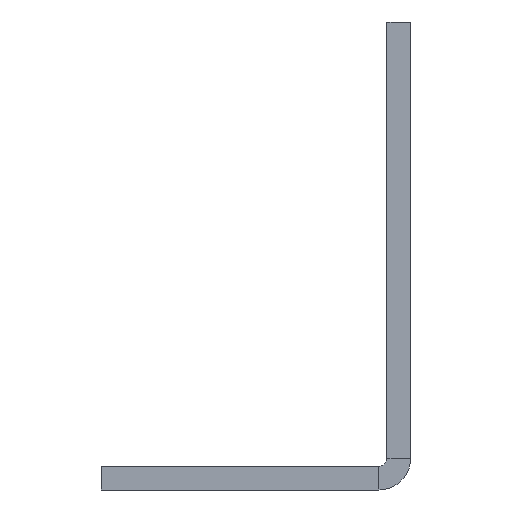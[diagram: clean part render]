
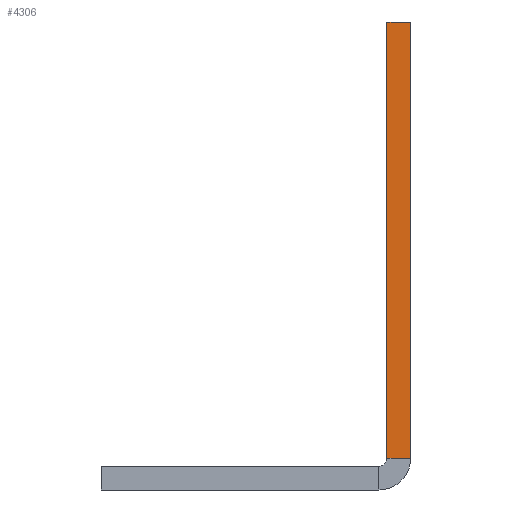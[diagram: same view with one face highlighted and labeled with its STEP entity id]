
A CAD part, front view. The second image highlights one B-rep face of the part: STEP entity #4306.
In plain terms, the highlighted planar face has unit normal (0, -1, 0).
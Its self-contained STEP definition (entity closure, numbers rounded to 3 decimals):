
#266=PLANE('',#4578);
#466=FACE_OUTER_BOUND('',#746,.T.);
#746=EDGE_LOOP('',(#4071,#4072,#4073,#4074));
#909=LINE('',#5888,#1455);
#990=LINE('',#6068,#1536);
#1343=LINE('',#6819,#1889);
#1345=LINE('',#6824,#1891);
#1455=VECTOR('',#4741,10.);
#1536=VECTOR('',#4844,10.);
#1889=VECTOR('',#5619,10.);
#1891=VECTOR('',#5627,10.);
#2012=VERTEX_POINT('',#5885);
#2013=VERTEX_POINT('',#5887);
#2100=VERTEX_POINT('',#6065);
#2101=VERTEX_POINT('',#6067);
#2415=EDGE_CURVE('',#2013,#2012,#909,.T.);
#2505=EDGE_CURVE('',#2101,#2100,#990,.T.);
#2883=EDGE_CURVE('',#2100,#2013,#1343,.T.);
#2885=EDGE_CURVE('',#2101,#2012,#1345,.T.);
#4071=ORIENTED_EDGE('',*,*,#2883,.T.);
#4072=ORIENTED_EDGE('',*,*,#2415,.T.);
#4073=ORIENTED_EDGE('',*,*,#2885,.F.);
#4074=ORIENTED_EDGE('',*,*,#2505,.T.);
#4306=ADVANCED_FACE('',(#466),#266,.T.);
#4578=AXIS2_PLACEMENT_3D('',#6823,#5625,#5626);
#4741=DIRECTION('',(0.,0.,1.));
#4844=DIRECTION('',(0.,0.,-1.));
#5619=DIRECTION('',(1.,0.,0.));
#5625=DIRECTION('center_axis',(0.,-1.,0.));
#5626=DIRECTION('ref_axis',(0.,0.,-1.));
#5627=DIRECTION('',(1.,0.,0.));
#5885=CARTESIAN_POINT('',(1.5,-169.325,14.75));
#5887=CARTESIAN_POINT('',(1.5,-169.325,-12.75));
#5888=CARTESIAN_POINT('',(1.5,-169.325,14.75));
#6065=CARTESIAN_POINT('',(0.,-169.325,-12.75));
#6067=CARTESIAN_POINT('',(0.,-169.325,14.75));
#6068=CARTESIAN_POINT('',(0.,-169.325,14.75));
#6819=CARTESIAN_POINT('',(0.,-169.325,-12.75));
#6823=CARTESIAN_POINT('Origin',(0.,-169.325,-14.75));
#6824=CARTESIAN_POINT('',(0.,-169.325,14.75));
